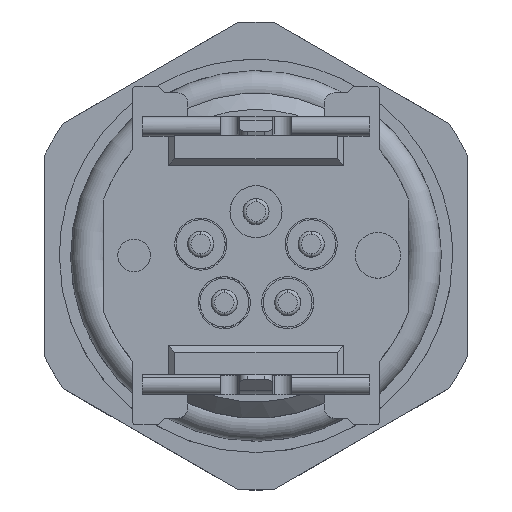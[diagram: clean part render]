
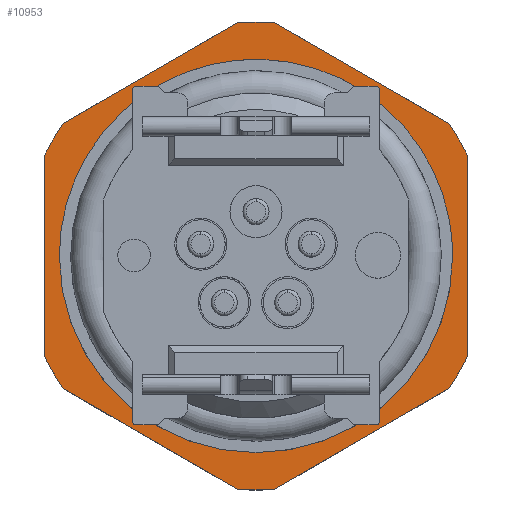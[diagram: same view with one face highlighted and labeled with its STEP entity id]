
A CAD part, top view. The second image highlights one B-rep face of the part: STEP entity #10953.
In plain terms, the highlighted planar face has unit normal (0, 0, 1).
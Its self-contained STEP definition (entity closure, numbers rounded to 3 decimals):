
#9870=AXIS2_PLACEMENT_3D('Circle Axis2P3D',#9868,#9869,$) ;
#9918=AXIS2_PLACEMENT_3D('Circle Axis2P3D',#9916,#9917,$) ;
#9966=AXIS2_PLACEMENT_3D('Circle Axis2P3D',#9964,#9965,$) ;
#10015=AXIS2_PLACEMENT_3D('Circle Axis2P3D',#10013,#10014,$) ;
#10070=AXIS2_PLACEMENT_3D('Circle Axis2P3D',#10068,#10069,$) ;
#10111=AXIS2_PLACEMENT_3D('Circle Axis2P3D',#10109,#10110,$) ;
#10156=AXIS2_PLACEMENT_3D('Circle Axis2P3D',#10154,#10155,$) ;
#10933=AXIS2_PLACEMENT_3D('Plane Axis2P3D',#10930,#10931,#10932) ;
#9836=CARTESIAN_POINT('Line Origine',(13.,7.2,8.)) ;
#9840=CARTESIAN_POINT('Vertex',(13.,4.103,8.)) ;
#9842=CARTESIAN_POINT('Vertex',(13.,10.297,8.)) ;
#9868=CARTESIAN_POINT('Axis2P3D Location',(6.5,7.2,8.)) ;
#9872=CARTESIAN_POINT('Vertex',(12.432,3.119,8.)) ;
#9892=CARTESIAN_POINT('Line Origine',(9.75,1.571,8.)) ;
#9896=CARTESIAN_POINT('Vertex',(7.069,0.022,8.)) ;
#9916=CARTESIAN_POINT('Axis2P3D Location',(6.5,7.2,8.)) ;
#9920=CARTESIAN_POINT('Vertex',(5.931,0.022,8.)) ;
#9940=CARTESIAN_POINT('Line Origine',(3.25,1.571,8.)) ;
#9944=CARTESIAN_POINT('Vertex',(0.568,3.119,8.)) ;
#9964=CARTESIAN_POINT('Axis2P3D Location',(6.5,7.2,8.)) ;
#9968=CARTESIAN_POINT('Vertex',(0.,4.103,8.)) ;
#9988=CARTESIAN_POINT('Line Origine',(0.,7.2,8.)) ;
#9992=CARTESIAN_POINT('Vertex',(0.,10.297,8.)) ;
#10013=CARTESIAN_POINT('Axis2P3D Location',(6.5,7.2,8.)) ;
#10017=CARTESIAN_POINT('Vertex',(0.568,11.28,8.)) ;
#10037=CARTESIAN_POINT('Line Origine',(3.25,12.829,8.)) ;
#10041=CARTESIAN_POINT('Vertex',(5.932,14.378,8.)) ;
#10065=CARTESIAN_POINT('Vertex',(7.068,14.378,8.)) ;
#10068=CARTESIAN_POINT('Axis2P3D Location',(6.5,7.2,8.)) ;
#10085=CARTESIAN_POINT('Line Origine',(9.75,12.829,8.)) ;
#10089=CARTESIAN_POINT('Vertex',(12.432,11.28,8.)) ;
#10109=CARTESIAN_POINT('Axis2P3D Location',(6.5,7.2,8.)) ;
#10151=CARTESIAN_POINT('Vertex',(0.45,7.2,8.)) ;
#10154=CARTESIAN_POINT('Axis2P3D Location',(6.5,7.2,8.)) ;
#10158=CARTESIAN_POINT('Vertex',(12.55,7.2,8.)) ;
#10196=CARTESIAN_POINT('Control Point',(0.45,7.2,8.)) ;
#10197=CARTESIAN_POINT('Control Point',(0.45,8.15,8.)) ;
#10198=CARTESIAN_POINT('Control Point',(0.637,9.101,8.)) ;
#10199=CARTESIAN_POINT('Control Point',(1.01,10.002,8.)) ;
#10200=CARTESIAN_POINT('Control Point',(2.09,11.61,8.)) ;
#10201=CARTESIAN_POINT('Control Point',(3.698,12.69,8.)) ;
#10202=CARTESIAN_POINT('Control Point',(4.599,13.063,8.)) ;
#10203=CARTESIAN_POINT('Control Point',(6.5,13.437,8.)) ;
#10204=CARTESIAN_POINT('Control Point',(8.401,13.063,8.)) ;
#10205=CARTESIAN_POINT('Control Point',(9.302,12.69,8.)) ;
#10206=CARTESIAN_POINT('Control Point',(10.91,11.61,8.)) ;
#10207=CARTESIAN_POINT('Control Point',(11.99,10.002,8.)) ;
#10208=CARTESIAN_POINT('Control Point',(12.363,9.101,8.)) ;
#10209=CARTESIAN_POINT('Control Point',(12.55,8.15,8.)) ;
#10210=CARTESIAN_POINT('Control Point',(12.55,7.2,8.)) ;
#10930=CARTESIAN_POINT('Axis2P3D Location',(13.125,7.2,8.)) ;
#9837=DIRECTION('Vector Direction',(0.,1.,0.)) ;
#9869=DIRECTION('Axis2P3D Direction',(0.,0.,-1.)) ;
#9893=DIRECTION('Vector Direction',(0.866,0.5,0.)) ;
#9917=DIRECTION('Axis2P3D Direction',(0.,0.,-1.)) ;
#9941=DIRECTION('Vector Direction',(0.866,-0.5,0.)) ;
#9965=DIRECTION('Axis2P3D Direction',(0.,0.,-1.)) ;
#9989=DIRECTION('Vector Direction',(0.,-1.,0.)) ;
#10014=DIRECTION('Axis2P3D Direction',(0.,0.,-1.)) ;
#10038=DIRECTION('Vector Direction',(-0.866,-0.5,0.)) ;
#10069=DIRECTION('Axis2P3D Direction',(0.,0.,-1.)) ;
#10086=DIRECTION('Vector Direction',(-0.866,0.5,0.)) ;
#10110=DIRECTION('Axis2P3D Direction',(0.,0.,-1.)) ;
#10155=DIRECTION('Axis2P3D Direction',(0.,0.,-1.)) ;
#10931=DIRECTION('Axis2P3D Direction',(0.,0.,1.)) ;
#10932=DIRECTION('Axis2P3D XDirection',(0.,-1.,0.)) ;
#9838=VECTOR('Line Direction',#9837,1.) ;
#9894=VECTOR('Line Direction',#9893,1.) ;
#9942=VECTOR('Line Direction',#9941,1.) ;
#9990=VECTOR('Line Direction',#9989,1.) ;
#10039=VECTOR('Line Direction',#10038,1.) ;
#10087=VECTOR('Line Direction',#10086,1.) ;
#10936=ORIENTED_EDGE('',*,*,#9844,.T.) ;
#10937=ORIENTED_EDGE('',*,*,#10113,.F.) ;
#10938=ORIENTED_EDGE('',*,*,#10091,.T.) ;
#10939=ORIENTED_EDGE('',*,*,#10072,.F.) ;
#10940=ORIENTED_EDGE('',*,*,#10043,.T.) ;
#10941=ORIENTED_EDGE('',*,*,#10019,.F.) ;
#10942=ORIENTED_EDGE('',*,*,#9994,.T.) ;
#10943=ORIENTED_EDGE('',*,*,#9970,.F.) ;
#10944=ORIENTED_EDGE('',*,*,#9946,.T.) ;
#10945=ORIENTED_EDGE('',*,*,#9922,.F.) ;
#10946=ORIENTED_EDGE('',*,*,#9898,.T.) ;
#10947=ORIENTED_EDGE('',*,*,#9874,.F.) ;
#10950=ORIENTED_EDGE('',*,*,#10160,.T.) ;
#10951=ORIENTED_EDGE('',*,*,#10211,.T.) ;
#10952=FACE_BOUND('',#10949,.T.) ;
#10953=ADVANCED_FACE('V2',(#10948,#10952),#10934,.T.) ;
#10195=B_SPLINE_CURVE_WITH_KNOTS('',5,(#10196,#10197,#10198,#10199,#10200,#10201,#10202,#10203,#10204,#10205,#10206,#10207,#10208,#10209,#10210),.UNSPECIFIED.,.F.,.U.,(6,3,3,3,6),(-9.503,-4.752,0.,4.752,9.503),.UNSPECIFIED.) ;
#9871=CIRCLE('generated circle',#9870,7.2) ;
#9919=CIRCLE('generated circle',#9918,7.2) ;
#9967=CIRCLE('generated circle',#9966,7.2) ;
#10016=CIRCLE('generated circle',#10015,7.2) ;
#10071=CIRCLE('generated circle',#10070,7.2) ;
#10112=CIRCLE('generated circle',#10111,7.2) ;
#10157=CIRCLE('generated circle',#10156,6.05) ;
#9844=EDGE_CURVE('',#9841,#9843,#9839,.T.) ;
#9874=EDGE_CURVE('',#9841,#9873,#9871,.T.) ;
#9898=EDGE_CURVE('',#9897,#9873,#9895,.T.) ;
#9922=EDGE_CURVE('',#9897,#9921,#9919,.T.) ;
#9946=EDGE_CURVE('',#9945,#9921,#9943,.T.) ;
#9970=EDGE_CURVE('',#9945,#9969,#9967,.T.) ;
#9994=EDGE_CURVE('',#9993,#9969,#9991,.T.) ;
#10019=EDGE_CURVE('',#9993,#10018,#10016,.T.) ;
#10043=EDGE_CURVE('',#10042,#10018,#10040,.T.) ;
#10072=EDGE_CURVE('',#10042,#10066,#10071,.T.) ;
#10091=EDGE_CURVE('',#10090,#10066,#10088,.T.) ;
#10113=EDGE_CURVE('',#10090,#9843,#10112,.T.) ;
#10160=EDGE_CURVE('',#10159,#10152,#10157,.T.) ;
#10211=EDGE_CURVE('',#10152,#10159,#10195,.T.) ;
#10935=EDGE_LOOP('',(#10936,#10937,#10938,#10939,#10940,#10941,#10942,#10943,#10944,#10945,#10946,#10947)) ;
#10949=EDGE_LOOP('',(#10950,#10951)) ;
#10948=FACE_OUTER_BOUND('',#10935,.T.) ;
#9839=LINE('Line',#9836,#9838) ;
#9895=LINE('Line',#9892,#9894) ;
#9943=LINE('Line',#9940,#9942) ;
#9991=LINE('Line',#9988,#9990) ;
#10040=LINE('Line',#10037,#10039) ;
#10088=LINE('Line',#10085,#10087) ;
#10934=PLANE('',#10933) ;
#9841=VERTEX_POINT('',#9840) ;
#9843=VERTEX_POINT('',#9842) ;
#9873=VERTEX_POINT('',#9872) ;
#9897=VERTEX_POINT('',#9896) ;
#9921=VERTEX_POINT('',#9920) ;
#9945=VERTEX_POINT('',#9944) ;
#9969=VERTEX_POINT('',#9968) ;
#9993=VERTEX_POINT('',#9992) ;
#10018=VERTEX_POINT('',#10017) ;
#10042=VERTEX_POINT('',#10041) ;
#10066=VERTEX_POINT('',#10065) ;
#10090=VERTEX_POINT('',#10089) ;
#10152=VERTEX_POINT('',#10151) ;
#10159=VERTEX_POINT('',#10158) ;
